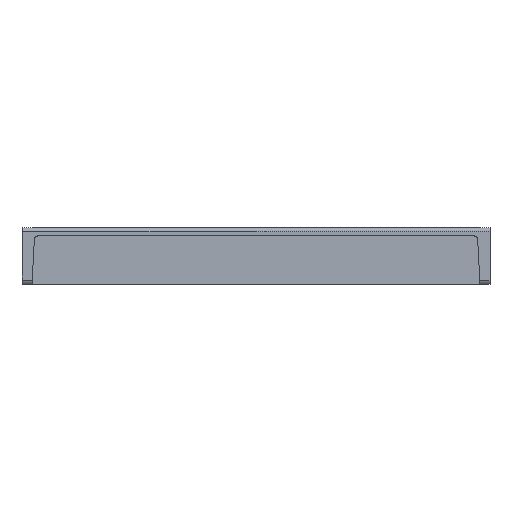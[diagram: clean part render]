
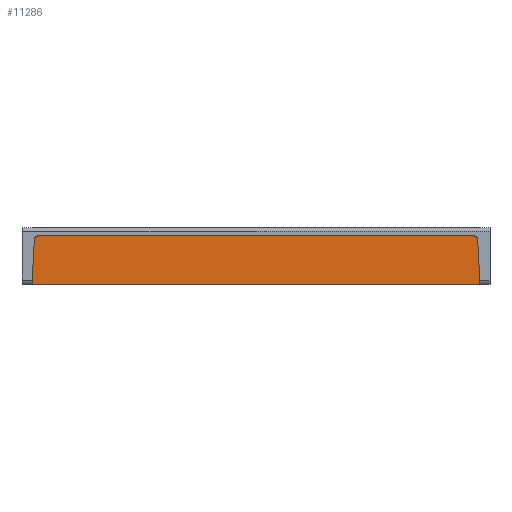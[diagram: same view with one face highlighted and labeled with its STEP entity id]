
A CAD part, top view. The second image highlights one B-rep face of the part: STEP entity #11286.
In plain terms, the highlighted planar face has unit normal (0, 0, 1).
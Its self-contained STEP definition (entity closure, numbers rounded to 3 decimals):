
#11080=AXIS2_PLACEMENT_3D('Circle Axis2P3D',#11078,#11079,$) ;
#11128=AXIS2_PLACEMENT_3D('Circle Axis2P3D',#11126,#11127,$) ;
#11247=AXIS2_PLACEMENT_3D('Plane Axis2P3D',#11244,#11245,#11246) ;
#11061=CARTESIAN_POINT('Vertex',(0.816,2.4,27.752)) ;
#11075=CARTESIAN_POINT('Vertex',(0.616,2.21,27.752)) ;
#11078=CARTESIAN_POINT('Axis2P3D Location',(0.816,2.2,27.752)) ;
#11102=CARTESIAN_POINT('Line Origine',(11.65,2.4,27.752)) ;
#11106=CARTESIAN_POINT('Vertex',(22.484,2.4,27.752)) ;
#11126=CARTESIAN_POINT('Axis2P3D Location',(22.484,2.2,27.752)) ;
#11130=CARTESIAN_POINT('Vertex',(22.684,2.21,27.752)) ;
#11164=CARTESIAN_POINT('Line Origine',(22.742,1.105,27.752)) ;
#11168=CARTESIAN_POINT('Vertex',(22.8,0.,27.752)) ;
#11224=CARTESIAN_POINT('Vertex',(0.5,0.,27.752)) ;
#11227=CARTESIAN_POINT('Line Origine',(0.558,1.105,27.752)) ;
#11244=CARTESIAN_POINT('Axis2P3D Location',(2.5,1.4,27.752)) ;
#11249=CARTESIAN_POINT('Line Origine',(14.7,0.,27.752)) ;
#11253=CARTESIAN_POINT('Vertex',(11.65,0.,27.752)) ;
#11255=CARTESIAN_POINT('Vertex',(17.75,0.,27.752)) ;
#11258=CARTESIAN_POINT('Line Origine',(20.275,0.,27.752)) ;
#11263=CARTESIAN_POINT('Line Origine',(3.025,0.,27.752)) ;
#11267=CARTESIAN_POINT('Vertex',(5.55,0.,27.752)) ;
#11270=CARTESIAN_POINT('Line Origine',(8.6,0.,27.752)) ;
#11079=DIRECTION('Axis2P3D Direction',(0.,0.,1.)) ;
#11103=DIRECTION('Vector Direction',(-1.,0.,0.)) ;
#11127=DIRECTION('Axis2P3D Direction',(0.,0.,-1.)) ;
#11165=DIRECTION('Vector Direction',(-0.052,0.999,0.)) ;
#11228=DIRECTION('Vector Direction',(0.052,0.999,0.)) ;
#11245=DIRECTION('Axis2P3D Direction',(0.,0.,1.)) ;
#11246=DIRECTION('Axis2P3D XDirection',(1.,0.,0.)) ;
#11250=DIRECTION('Vector Direction',(1.,0.,0.)) ;
#11259=DIRECTION('Vector Direction',(1.,0.,0.)) ;
#11264=DIRECTION('Vector Direction',(1.,0.,0.)) ;
#11271=DIRECTION('Vector Direction',(1.,0.,0.)) ;
#11104=VECTOR('Line Direction',#11103,1.) ;
#11166=VECTOR('Line Direction',#11165,1.) ;
#11229=VECTOR('Line Direction',#11228,1.) ;
#11251=VECTOR('Line Direction',#11250,1.) ;
#11260=VECTOR('Line Direction',#11259,1.) ;
#11265=VECTOR('Line Direction',#11264,1.) ;
#11272=VECTOR('Line Direction',#11271,1.) ;
#11276=ORIENTED_EDGE('',*,*,#11257,.T.) ;
#11277=ORIENTED_EDGE('',*,*,#11262,.T.) ;
#11278=ORIENTED_EDGE('',*,*,#11170,.F.) ;
#11279=ORIENTED_EDGE('',*,*,#11132,.F.) ;
#11280=ORIENTED_EDGE('',*,*,#11108,.F.) ;
#11281=ORIENTED_EDGE('',*,*,#11082,.T.) ;
#11282=ORIENTED_EDGE('',*,*,#11231,.T.) ;
#11283=ORIENTED_EDGE('',*,*,#11269,.T.) ;
#11284=ORIENTED_EDGE('',*,*,#11274,.T.) ;
#11286=ADVANCED_FACE('ZQV_KU',(#11285),#11248,.T.) ;
#11081=CIRCLE('generated circle',#11080,0.2) ;
#11129=CIRCLE('generated circle',#11128,0.2) ;
#11082=EDGE_CURVE('',#11062,#11076,#11081,.T.) ;
#11108=EDGE_CURVE('',#11062,#11107,#11105,.F.) ;
#11132=EDGE_CURVE('',#11107,#11131,#11129,.T.) ;
#11170=EDGE_CURVE('',#11131,#11169,#11167,.F.) ;
#11231=EDGE_CURVE('',#11076,#11225,#11230,.F.) ;
#11257=EDGE_CURVE('',#11254,#11256,#11252,.T.) ;
#11262=EDGE_CURVE('',#11256,#11169,#11261,.T.) ;
#11269=EDGE_CURVE('',#11225,#11268,#11266,.T.) ;
#11274=EDGE_CURVE('',#11268,#11254,#11273,.T.) ;
#11275=EDGE_LOOP('',(#11276,#11277,#11278,#11279,#11280,#11281,#11282,#11283,#11284)) ;
#11285=FACE_OUTER_BOUND('',#11275,.T.) ;
#11105=LINE('Line',#11102,#11104) ;
#11167=LINE('Line',#11164,#11166) ;
#11230=LINE('Line',#11227,#11229) ;
#11252=LINE('Line',#11249,#11251) ;
#11261=LINE('Line',#11258,#11260) ;
#11266=LINE('Line',#11263,#11265) ;
#11273=LINE('Line',#11270,#11272) ;
#11248=PLANE('',#11247) ;
#11062=VERTEX_POINT('',#11061) ;
#11076=VERTEX_POINT('',#11075) ;
#11107=VERTEX_POINT('',#11106) ;
#11131=VERTEX_POINT('',#11130) ;
#11169=VERTEX_POINT('',#11168) ;
#11225=VERTEX_POINT('',#11224) ;
#11254=VERTEX_POINT('',#11253) ;
#11256=VERTEX_POINT('',#11255) ;
#11268=VERTEX_POINT('',#11267) ;
